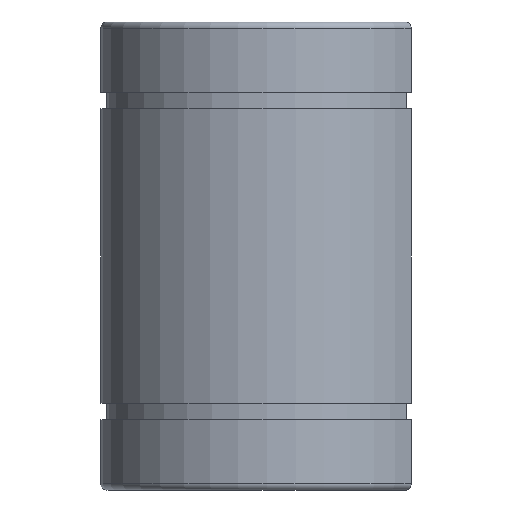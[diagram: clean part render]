
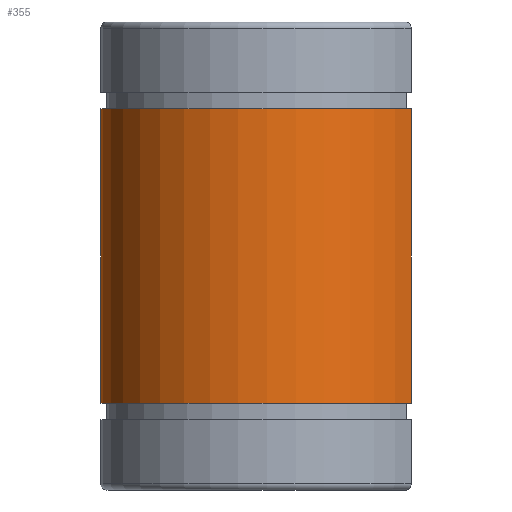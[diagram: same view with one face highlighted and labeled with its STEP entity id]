
A CAD part, left-side view. The second image highlights one B-rep face of the part: STEP entity #355.
In plain terms, the highlighted cylindrical face has radius 16 mm (diameter 32 mm), a partial arc.
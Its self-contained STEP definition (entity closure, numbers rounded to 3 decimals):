
#38 = EDGE_LOOP ( 'NONE', ( #407, #404, #403, #405 ) ) ;
#60 = CARTESIAN_POINT ( 'NONE',  ( 8., -13.856, -14.15 ) ) ;
#61 = CARTESIAN_POINT ( 'NONE',  ( 8., -13.856, 14.15 ) ) ;
#62 = VERTEX_POINT ( 'NONE', #61 ) ;
#65 = VERTEX_POINT ( 'NONE', #101 ) ;
#66 = VERTEX_POINT ( 'NONE', #60 ) ;
#67 = VERTEX_POINT ( 'NONE', #102 ) ;
#101 = CARTESIAN_POINT ( 'NONE',  ( -8., -13.856, 14.15 ) ) ;
#102 = CARTESIAN_POINT ( 'NONE',  ( -8., -13.856, -14.15 ) ) ;
#139 = DIRECTION ( 'NONE',  ( 1., 0., 0. ) ) ;
#140 = DIRECTION ( 'NONE',  ( 0., 0., 1. ) ) ;
#141 = CARTESIAN_POINT ( 'NONE',  ( 0., 0., 22.5 ) ) ;
#316 = CARTESIAN_POINT ( 'NONE',  ( 0., 0., 14.15 ) ) ;
#317 = DIRECTION ( 'NONE',  ( 0., 0., 1. ) ) ;
#318 = DIRECTION ( 'NONE',  ( 1., 0., 0. ) ) ;
#321 = CARTESIAN_POINT ( 'NONE',  ( -8., -13.856, 22.5 ) ) ;
#328 = DIRECTION ( 'NONE',  ( 0., 0., 1. ) ) ;
#339 = CARTESIAN_POINT ( 'NONE',  ( 0., 0., -14.15 ) ) ;
#344 = CARTESIAN_POINT ( 'NONE',  ( 8., -13.856, 22.5 ) ) ;
#345 = DIRECTION ( 'NONE',  ( 0., 0., -1. ) ) ;
#350 = DIRECTION ( 'NONE',  ( 0., 0., 1. ) ) ;
#351 = DIRECTION ( 'NONE',  ( 1., 0., 0. ) ) ;
#355 = ADVANCED_FACE ( 'NONE', ( #437 ), #443, .T. ) ;
#403 = ORIENTED_EDGE ( 'NONE', *, *, #641, .T. ) ;
#404 = ORIENTED_EDGE ( 'NONE', *, *, #639, .T. ) ;
#405 = ORIENTED_EDGE ( 'NONE', *, *, #632, .T. ) ;
#407 = ORIENTED_EDGE ( 'NONE', *, *, #628, .F. ) ;
#437 = FACE_OUTER_BOUND ( 'NONE', #38, .T. ) ;
#443 = CYLINDRICAL_SURFACE ( 'NONE', #672, 16. ) ;
#543 = CIRCLE ( 'NONE', #722, 16. ) ;
#545 = VECTOR ( 'NONE', #328, 1000. ) ;
#548 = LINE ( 'NONE', #321, #545 ) ;
#558 = LINE ( 'NONE', #344, #559 ) ;
#559 = VECTOR ( 'NONE', #345, 1000. ) ;
#564 = CIRCLE ( 'NONE', #727, 16. ) ;
#628 = EDGE_CURVE ( 'NONE', #62, #65, #543, .T. ) ;
#632 = EDGE_CURVE ( 'NONE', #67, #65, #548, .T. ) ;
#639 = EDGE_CURVE ( 'NONE', #62, #66, #558, .T. ) ;
#641 = EDGE_CURVE ( 'NONE', #66, #67, #564, .T. ) ;
#672 = AXIS2_PLACEMENT_3D ( 'NONE', #141, #140, #139 ) ;
#722 = AXIS2_PLACEMENT_3D ( 'NONE', #316, #317, #318 ) ;
#727 = AXIS2_PLACEMENT_3D ( 'NONE', #339, #350, #351 ) ;
